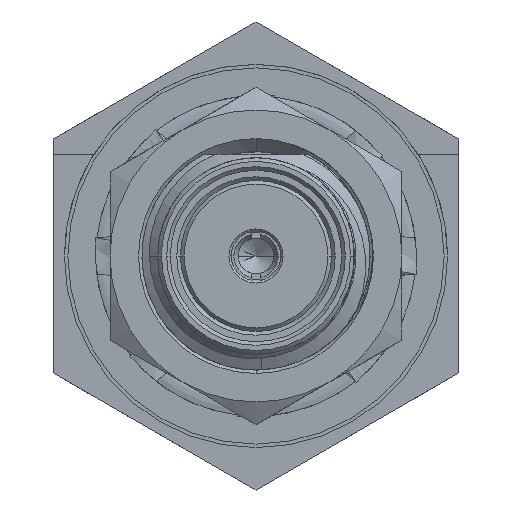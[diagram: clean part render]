
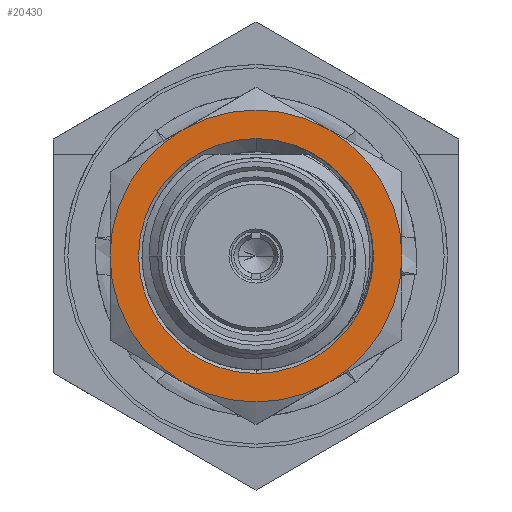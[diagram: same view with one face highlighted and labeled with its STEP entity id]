
A CAD part, left-side view. The second image highlights one B-rep face of the part: STEP entity #20430.
In plain terms, the highlighted planar face has unit normal (-1, 0, 0).
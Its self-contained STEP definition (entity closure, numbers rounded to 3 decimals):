
#1813=CARTESIAN_POINT('',(5.576,0.,0.));
#1814=DIRECTION('',(-1.,0.,0.));
#1815=DIRECTION('',(0.,0.,-1.));
#1816=AXIS2_PLACEMENT_3D('',#1813,#1814,#1815);
#5768=CARTESIAN_POINT('',(5.576,0.,0.));
#5769=DIRECTION('',(1.,0.,0.));
#5770=DIRECTION('',(0.,-0.5,0.866));
#5771=AXIS2_PLACEMENT_3D('',#5768,#5769,#5770);
#5773=CARTESIAN_POINT('',(5.576,0.,0.));
#5774=DIRECTION('',(1.,0.,0.));
#5775=DIRECTION('',(0.,-1.,0.));
#5776=AXIS2_PLACEMENT_3D('',#5773,#5774,#5775);
#5778=CARTESIAN_POINT('',(5.576,0.,0.));
#5779=DIRECTION('',(1.,0.,0.));
#5780=DIRECTION('',(0.,0.5,-0.866));
#5781=AXIS2_PLACEMENT_3D('',#5778,#5779,#5780);
#5783=CARTESIAN_POINT('',(5.576,0.,0.));
#5784=DIRECTION('',(1.,0.,0.));
#5785=DIRECTION('',(0.,1.,0.));
#5786=AXIS2_PLACEMENT_3D('',#5783,#5784,#5785);
#5788=CARTESIAN_POINT('',(5.576,0.,0.));
#5789=DIRECTION('',(-1.,0.,0.));
#5790=DIRECTION('',(0.,-0.5,0.866));
#5791=AXIS2_PLACEMENT_3D('',#5788,#5789,#5790);
#5793=CARTESIAN_POINT('',(5.576,0.,0.));
#5794=DIRECTION('',(-1.,0.,0.));
#5795=DIRECTION('',(0.,0.5,-0.866));
#5796=AXIS2_PLACEMENT_3D('',#5793,#5794,#5795);
#5952=CARTESIAN_POINT('',(5.576,0.,0.));
#5953=DIRECTION('',(-1.,0.,0.));
#5954=DIRECTION('',(0.,0.,1.));
#5955=AXIS2_PLACEMENT_3D('',#5952,#5953,#5954);
#13740=CARTESIAN_POINT('',(5.576,0.,-3.188));
#13741=CARTESIAN_POINT('',(5.576,0.,3.188));
#13742=VERTEX_POINT('',#13740);
#13743=VERTEX_POINT('',#13741);
#13747=CARTESIAN_POINT('',(5.576,-1.981,3.432));
#13748=CARTESIAN_POINT('',(5.576,-3.962,0.));
#13749=VERTEX_POINT('',#13747);
#13750=VERTEX_POINT('',#13748);
#13751=CARTESIAN_POINT('',(5.576,-1.981,-3.432));
#13752=VERTEX_POINT('',#13751);
#13753=CARTESIAN_POINT('',(5.576,1.981,-3.432));
#13754=CARTESIAN_POINT('',(5.576,3.962,0.));
#13755=VERTEX_POINT('',#13753);
#13756=VERTEX_POINT('',#13754);
#13757=CARTESIAN_POINT('',(5.576,1.981,3.432));
#13758=VERTEX_POINT('',#13757);
#20407=CARTESIAN_POINT('',(5.576,0.,0.));
#20408=DIRECTION('',(1.,0.,0.));
#20409=DIRECTION('',(0.,0.,-1.));
#20410=AXIS2_PLACEMENT_3D('',#20407,#20408,#20409);
#20411=PLANE('',#20410);
#20413=ORIENTED_EDGE('',*,*,#20412,.F.);
#20415=ORIENTED_EDGE('',*,*,#20414,.T.);
#20416=ORIENTED_EDGE('',*,*,#20400,.T.);
#20418=ORIENTED_EDGE('',*,*,#20417,.F.);
#20420=ORIENTED_EDGE('',*,*,#20419,.T.);
#20422=ORIENTED_EDGE('',*,*,#20421,.T.);
#20423=EDGE_LOOP('',(#20413,#20415,#20416,#20418,#20420,#20422));
#20424=FACE_OUTER_BOUND('',#20423,.F.);
#20426=ORIENTED_EDGE('',*,*,#20425,.T.);
#20427=ORIENTED_EDGE('',*,*,#16486,.T.);
#20428=EDGE_LOOP('',(#20426,#20427));
#20429=FACE_BOUND('',#20428,.F.);
#20430=ADVANCED_FACE('',(#20424,#20429),#20411,.F.);
#1817=CIRCLE('',#1816,3.188);
#5772=CIRCLE('',#5771,3.962);
#5777=CIRCLE('',#5776,3.962);
#5782=CIRCLE('',#5781,3.962);
#5787=CIRCLE('',#5786,3.962);
#5792=CIRCLE('',#5791,3.962);
#5797=CIRCLE('',#5796,3.962);
#5956=CIRCLE('',#5955,3.188);
#16486=EDGE_CURVE('',#13742,#13743,#1817,.T.);
#20400=EDGE_CURVE('',#13750,#13752,#5777,.T.);
#20412=EDGE_CURVE('',#13749,#13758,#5792,.T.);
#20414=EDGE_CURVE('',#13749,#13750,#5772,.T.);
#20417=EDGE_CURVE('',#13755,#13752,#5797,.T.);
#20419=EDGE_CURVE('',#13755,#13756,#5782,.T.);
#20421=EDGE_CURVE('',#13756,#13758,#5787,.T.);
#20425=EDGE_CURVE('',#13743,#13742,#5956,.T.);
